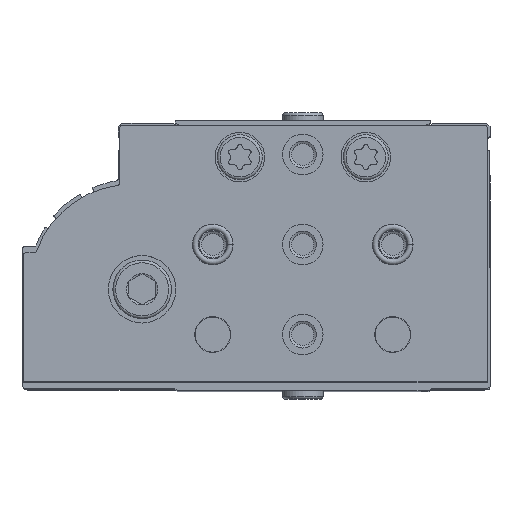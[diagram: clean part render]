
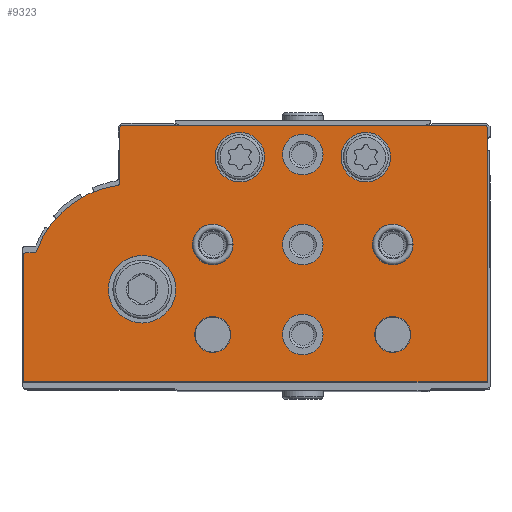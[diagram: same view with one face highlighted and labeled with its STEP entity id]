
A CAD part, top view. The second image highlights one B-rep face of the part: STEP entity #9323.
In plain terms, the highlighted face is planar.
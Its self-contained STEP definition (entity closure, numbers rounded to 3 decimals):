
#943=LINE('',#15617,#1673);
#945=LINE('',#15621,#1675);
#947=LINE('',#15625,#1677);
#950=LINE('',#15633,#1680);
#955=LINE('',#15649,#1685);
#958=LINE('',#15657,#1688);
#1673=VECTOR('',#12586,1000.);
#1675=VECTOR('',#12590,1000.);
#1677=VECTOR('',#12594,1000.);
#1680=VECTOR('',#12603,1000.);
#1685=VECTOR('',#12622,1000.);
#1688=VECTOR('',#12631,1000.);
#3585=ORIENTED_EDGE('',*,*,#5317,.T.);
#3586=ORIENTED_EDGE('',*,*,#5318,.T.);
#3587=ORIENTED_EDGE('',*,*,#5319,.T.);
#3588=ORIENTED_EDGE('',*,*,#5320,.T.);
#3589=ORIENTED_EDGE('',*,*,#5321,.T.);
#3590=ORIENTED_EDGE('',*,*,#5322,.T.);
#3591=ORIENTED_EDGE('',*,*,#5323,.T.);
#3592=ORIENTED_EDGE('',*,*,#5324,.T.);
#3593=ORIENTED_EDGE('',*,*,#5325,.T.);
#3594=ORIENTED_EDGE('',*,*,#5326,.T.);
#3595=ORIENTED_EDGE('',*,*,#5292,.F.);
#3596=ORIENTED_EDGE('',*,*,#5315,.F.);
#3597=ORIENTED_EDGE('',*,*,#5313,.F.);
#3598=ORIENTED_EDGE('',*,*,#5311,.F.);
#3599=ORIENTED_EDGE('',*,*,#5309,.T.);
#3600=ORIENTED_EDGE('',*,*,#5307,.F.);
#3601=ORIENTED_EDGE('',*,*,#5305,.T.);
#3602=ORIENTED_EDGE('',*,*,#5303,.F.);
#3603=ORIENTED_EDGE('',*,*,#5301,.F.);
#3604=ORIENTED_EDGE('',*,*,#5299,.F.);
#3605=ORIENTED_EDGE('',*,*,#5297,.F.);
#3606=ORIENTED_EDGE('',*,*,#5295,.F.);
#5292=EDGE_CURVE('',#6333,#6334,#6907,.T.);
#5295=EDGE_CURVE('',#6334,#6335,#943,.T.);
#5297=EDGE_CURVE('',#6335,#6336,#945,.T.);
#5299=EDGE_CURVE('',#6336,#6337,#947,.T.);
#5301=EDGE_CURVE('',#6337,#6338,#6908,.T.);
#5303=EDGE_CURVE('',#6338,#6339,#950,.T.);
#5305=EDGE_CURVE('',#6340,#6339,#6909,.T.);
#5307=EDGE_CURVE('',#6340,#6341,#6910,.T.);
#5309=EDGE_CURVE('',#6342,#6341,#6911,.T.);
#5311=EDGE_CURVE('',#6342,#6343,#955,.T.);
#5313=EDGE_CURVE('',#6343,#6344,#6912,.T.);
#5315=EDGE_CURVE('',#6344,#6333,#958,.T.);
#5317=EDGE_CURVE('',#6345,#6345,#6913,.T.);
#5318=EDGE_CURVE('',#6346,#6346,#6914,.T.);
#5319=EDGE_CURVE('',#6347,#6347,#6915,.T.);
#5320=EDGE_CURVE('',#6348,#6348,#6916,.T.);
#5321=EDGE_CURVE('',#6349,#6349,#6917,.T.);
#5322=EDGE_CURVE('',#6350,#6350,#6918,.T.);
#5323=EDGE_CURVE('',#6351,#6351,#6919,.T.);
#5324=EDGE_CURVE('',#6352,#6352,#6920,.T.);
#5325=EDGE_CURVE('',#6353,#6353,#6921,.T.);
#5326=EDGE_CURVE('',#6354,#6354,#6922,.T.);
#6333=VERTEX_POINT('',#15612);
#6334=VERTEX_POINT('',#15613);
#6335=VERTEX_POINT('',#15618);
#6336=VERTEX_POINT('',#15622);
#6337=VERTEX_POINT('',#15626);
#6338=VERTEX_POINT('',#15630);
#6339=VERTEX_POINT('',#15634);
#6340=VERTEX_POINT('',#15638);
#6341=VERTEX_POINT('',#15642);
#6342=VERTEX_POINT('',#15646);
#6343=VERTEX_POINT('',#15650);
#6344=VERTEX_POINT('',#15654);
#6345=VERTEX_POINT('',#15661);
#6346=VERTEX_POINT('',#15663);
#6347=VERTEX_POINT('',#15665);
#6348=VERTEX_POINT('',#15667);
#6349=VERTEX_POINT('',#15669);
#6350=VERTEX_POINT('',#15671);
#6351=VERTEX_POINT('',#15673);
#6352=VERTEX_POINT('',#15675);
#6353=VERTEX_POINT('',#15677);
#6354=VERTEX_POINT('',#15679);
#6907=CIRCLE('',#10275,0.5);
#6908=CIRCLE('',#10280,0.5);
#6909=CIRCLE('',#10283,0.5);
#6910=CIRCLE('',#10285,22.5);
#6911=CIRCLE('',#10287,0.5);
#6912=CIRCLE('',#10290,0.5);
#6913=CIRCLE('',#10293,7.5);
#6914=CIRCLE('',#10294,4.5);
#6915=CIRCLE('',#10295,5.5);
#6916=CIRCLE('',#10296,5.5);
#6917=CIRCLE('',#10297,4.5);
#6918=CIRCLE('',#10298,4.5);
#6919=CIRCLE('',#10299,4.5);
#6920=CIRCLE('',#10300,4.);
#6921=CIRCLE('',#10301,4.5);
#6922=CIRCLE('',#10302,4.);
#7575=EDGE_LOOP('',(#3585));
#7576=EDGE_LOOP('',(#3586));
#7577=EDGE_LOOP('',(#3587));
#7578=EDGE_LOOP('',(#3588));
#7579=EDGE_LOOP('',(#3589));
#7580=EDGE_LOOP('',(#3590));
#7581=EDGE_LOOP('',(#3591));
#7582=EDGE_LOOP('',(#3592));
#7583=EDGE_LOOP('',(#3593));
#7584=EDGE_LOOP('',(#3594));
#7585=EDGE_LOOP('',(#3595,#3596,#3597,#3598,#3599,#3600,#3601,#3602,#3603,
#3604,#3605,#3606));
#8369=FACE_BOUND('',#7575,.T.);
#8370=FACE_BOUND('',#7576,.T.);
#8371=FACE_BOUND('',#7577,.T.);
#8372=FACE_BOUND('',#7578,.T.);
#8373=FACE_BOUND('',#7579,.T.);
#8374=FACE_BOUND('',#7580,.T.);
#8375=FACE_BOUND('',#7581,.T.);
#8376=FACE_BOUND('',#7582,.T.);
#8377=FACE_BOUND('',#7583,.T.);
#8378=FACE_BOUND('',#7584,.T.);
#8379=FACE_BOUND('',#7585,.T.);
#8880=PLANE('',#10292);
#9323=ADVANCED_FACE('',(#8369,#8370,#8371,#8372,#8373,#8374,#8375,#8376,
#8377,#8378,#8379),#8880,.F.);
#10275=AXIS2_PLACEMENT_3D('',#15611,#12580,#12581);
#10280=AXIS2_PLACEMENT_3D('',#15629,#12598,#12599);
#10283=AXIS2_PLACEMENT_3D('',#15637,#12607,#12608);
#10285=AXIS2_PLACEMENT_3D('',#15641,#12612,#12613);
#10287=AXIS2_PLACEMENT_3D('',#15645,#12617,#12618);
#10290=AXIS2_PLACEMENT_3D('',#15653,#12626,#12627);
#10292=AXIS2_PLACEMENT_3D('',#15659,#12633,#12634);
#10293=AXIS2_PLACEMENT_3D('',#15660,#12635,#12636);
#10294=AXIS2_PLACEMENT_3D('',#15662,#12637,#12638);
#10295=AXIS2_PLACEMENT_3D('',#15664,#12639,#12640);
#10296=AXIS2_PLACEMENT_3D('',#15666,#12641,#12642);
#10297=AXIS2_PLACEMENT_3D('',#15668,#12643,#12644);
#10298=AXIS2_PLACEMENT_3D('',#15670,#12645,#12646);
#10299=AXIS2_PLACEMENT_3D('',#15672,#12647,#12648);
#10300=AXIS2_PLACEMENT_3D('',#15674,#12649,#12650);
#10301=AXIS2_PLACEMENT_3D('',#15676,#12651,#12652);
#10302=AXIS2_PLACEMENT_3D('',#15678,#12653,#12654);
#12580=DIRECTION('',(0.,0.,1.));
#12581=DIRECTION('',(1.,0.,0.));
#12586=DIRECTION('',(0.,-1.,0.));
#12590=DIRECTION('',(1.,0.,0.));
#12594=DIRECTION('',(0.,1.,0.));
#12598=DIRECTION('',(0.,0.,1.));
#12599=DIRECTION('',(1.,0.,0.));
#12603=DIRECTION('',(-1.,0.,0.));
#12607=DIRECTION('',(0.,0.,1.));
#12608=DIRECTION('',(1.,0.,0.));
#12612=DIRECTION('',(0.,0.,1.));
#12613=DIRECTION('',(1.,0.,0.));
#12617=DIRECTION('',(0.,0.,1.));
#12618=DIRECTION('',(1.,0.,0.));
#12622=DIRECTION('',(0.,1.,0.));
#12626=DIRECTION('',(0.,0.,1.));
#12627=DIRECTION('',(1.,0.,0.));
#12631=DIRECTION('',(-1.,0.,0.));
#12633=DIRECTION('',(0.,0.,1.));
#12634=DIRECTION('',(1.,0.,0.));
#12635=DIRECTION('',(0.,0.,1.));
#12636=DIRECTION('',(1.,0.,0.));
#12637=DIRECTION('',(0.,0.,1.));
#12638=DIRECTION('',(1.,0.,0.));
#12639=DIRECTION('',(0.,0.,1.));
#12640=DIRECTION('',(1.,0.,0.));
#12641=DIRECTION('',(0.,0.,1.));
#12642=DIRECTION('',(1.,0.,0.));
#12643=DIRECTION('',(0.,0.,1.));
#12644=DIRECTION('',(1.,0.,0.));
#12645=DIRECTION('',(0.,0.,1.));
#12646=DIRECTION('',(1.,0.,0.));
#12647=DIRECTION('',(0.,0.,1.));
#12648=DIRECTION('',(1.,0.,0.));
#12649=DIRECTION('',(0.,0.,1.));
#12650=DIRECTION('',(1.,0.,0.));
#12651=DIRECTION('',(0.,0.,1.));
#12652=DIRECTION('',(1.,0.,0.));
#12653=DIRECTION('',(0.,0.,1.));
#12654=DIRECTION('',(1.,0.,0.));
#15611=CARTESIAN_POINT('',(0.5,56.5,0.));
#15612=CARTESIAN_POINT('',(0.5,57.,0.));
#15613=CARTESIAN_POINT('',(0.,56.5,0.));
#15617=CARTESIAN_POINT('',(0.,56.5,0.));
#15618=CARTESIAN_POINT('',(0.,0.,0.));
#15621=CARTESIAN_POINT('',(0.,0.,0.));
#15622=CARTESIAN_POINT('',(103.,0.,0.));
#15625=CARTESIAN_POINT('',(103.,0.,0.));
#15626=CARTESIAN_POINT('',(103.,28.2,0.));
#15629=CARTESIAN_POINT('',(102.5,28.2,0.));
#15630=CARTESIAN_POINT('',(102.5,28.7,0.));
#15633=CARTESIAN_POINT('',(102.5,28.7,0.));
#15634=CARTESIAN_POINT('',(100.637,28.7,0.));
#15637=CARTESIAN_POINT('',(100.637,29.2,0.));
#15638=CARTESIAN_POINT('',(100.167,29.03,0.));
#15641=CARTESIAN_POINT('',(79.,21.4,0.));
#15642=CARTESIAN_POINT('',(82.033,43.695,0.));
#15645=CARTESIAN_POINT('',(82.1,44.19,0.));
#15646=CARTESIAN_POINT('',(81.6,44.19,0.));
#15649=CARTESIAN_POINT('',(81.6,44.19,0.));
#15650=CARTESIAN_POINT('',(81.6,56.5,0.));
#15653=CARTESIAN_POINT('',(81.1,56.5,0.));
#15654=CARTESIAN_POINT('',(81.1,57.,0.));
#15657=CARTESIAN_POINT('',(81.1,57.,0.));
#15659=CARTESIAN_POINT('',(0.5,56.5,0.));
#15660=CARTESIAN_POINT('',(76.65,20.6,0.));
#15661=CARTESIAN_POINT('',(84.15,20.6,0.));
#15662=CARTESIAN_POINT('',(40.95,50.55,0.));
#15663=CARTESIAN_POINT('',(45.45,50.55,0.));
#15664=CARTESIAN_POINT('',(54.95,49.95,0.));
#15665=CARTESIAN_POINT('',(60.45,49.95,0.));
#15666=CARTESIAN_POINT('',(26.95,49.95,0.));
#15667=CARTESIAN_POINT('',(32.45,49.95,0.));
#15668=CARTESIAN_POINT('',(60.95,30.55,0.));
#15669=CARTESIAN_POINT('',(65.45,30.55,0.));
#15670=CARTESIAN_POINT('',(40.95,30.55,0.));
#15671=CARTESIAN_POINT('',(45.45,30.55,0.));
#15672=CARTESIAN_POINT('',(20.95,30.55,0.));
#15673=CARTESIAN_POINT('',(25.45,30.55,0.));
#15674=CARTESIAN_POINT('',(60.95,10.55,0.));
#15675=CARTESIAN_POINT('',(64.95,10.55,0.));
#15676=CARTESIAN_POINT('',(40.95,10.55,0.));
#15677=CARTESIAN_POINT('',(45.45,10.55,0.));
#15678=CARTESIAN_POINT('',(20.95,10.55,0.));
#15679=CARTESIAN_POINT('',(24.95,10.55,0.));
